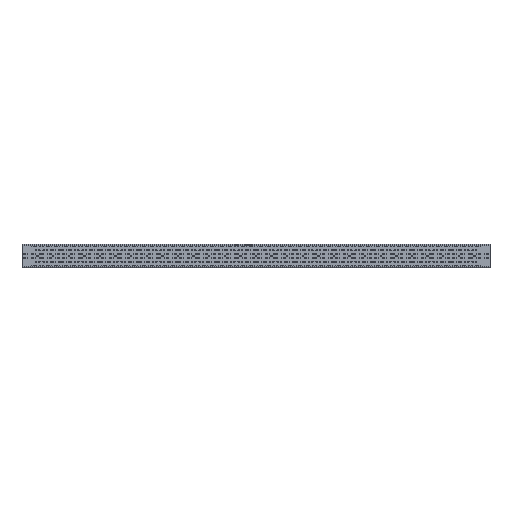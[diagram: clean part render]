
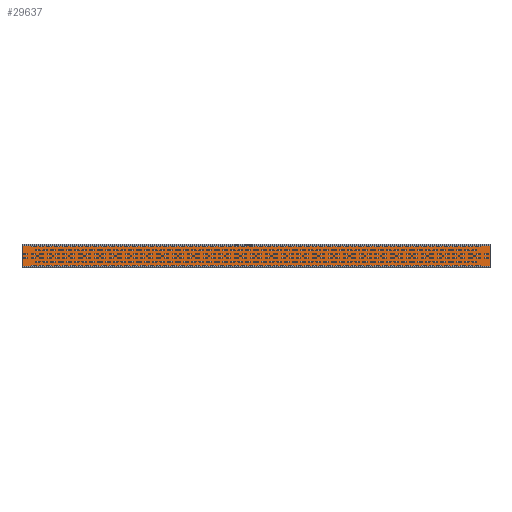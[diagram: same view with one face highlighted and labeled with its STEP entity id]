
A CAD part, top view. The second image highlights one B-rep face of the part: STEP entity #29637.
In plain terms, the highlighted planar face has unit normal (0, 0, 1).
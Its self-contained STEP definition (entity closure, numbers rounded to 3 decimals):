
#3745=PLANE('',#30955);
#5021=FACE_OUTER_BOUND('',#6297,.T.);
#6297=EDGE_LOOP('',(#24792,#24793,#24794,#24795));
#10015=LINE('',#44580,#12443);
#10040=LINE('',#44667,#12468);
#10043=LINE('',#44676,#12471);
#10049=LINE('',#44694,#12477);
#12443=VECTOR('',#34675,1.);
#12468=VECTOR('',#34764,1.);
#12471=VECTOR('',#34773,1.);
#12477=VECTOR('',#34793,1.);
#14878=VERTEX_POINT('',#44577);
#14879=VERTEX_POINT('',#44579);
#14909=VERTEX_POINT('',#44665);
#14912=VERTEX_POINT('',#44675);
#19733=EDGE_CURVE('',#14879,#14878,#10015,.T.);
#19778=EDGE_CURVE('',#14909,#14878,#10040,.F.);
#19782=EDGE_CURVE('',#14912,#14879,#10043,.T.);
#19792=EDGE_CURVE('',#14912,#14909,#10049,.T.);
#24792=ORIENTED_EDGE('',*,*,#19778,.F.);
#24793=ORIENTED_EDGE('',*,*,#19792,.F.);
#24794=ORIENTED_EDGE('',*,*,#19782,.T.);
#24795=ORIENTED_EDGE('',*,*,#19733,.T.);
#29637=ADVANCED_FACE('',(#5021),#3745,.T.);
#30955=AXIS2_PLACEMENT_3D('',#44728,#34834,#34835);
#34675=DIRECTION('',(0.,1.,0.));
#34764=DIRECTION('',(-1.,0.,0.));
#34773=DIRECTION('',(1.,0.,0.));
#34793=DIRECTION('',(0.,1.,0.));
#34834=DIRECTION('center_axis',(0.,0.,1.));
#34835=DIRECTION('ref_axis',(1.,0.,0.));
#44577=CARTESIAN_POINT('',(3063.779,317.639,-48.));
#44579=CARTESIAN_POINT('',(3063.779,175.639,-48.));
#44580=CARTESIAN_POINT('',(3063.779,246.639,-48.));
#44665=CARTESIAN_POINT('',(33.779,317.639,-48.));
#44667=CARTESIAN_POINT('',(1548.779,317.639,-48.));
#44675=CARTESIAN_POINT('',(33.779,175.639,-48.));
#44676=CARTESIAN_POINT('',(1548.779,175.639,-48.));
#44694=CARTESIAN_POINT('',(33.779,246.639,-48.));
#44728=CARTESIAN_POINT('Origin',(1548.779,246.639,-48.));
